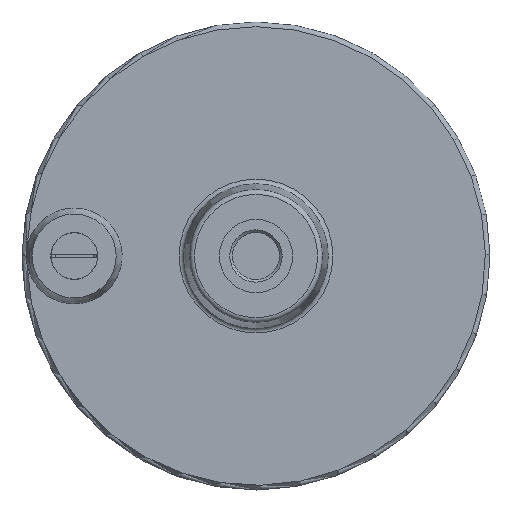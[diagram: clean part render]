
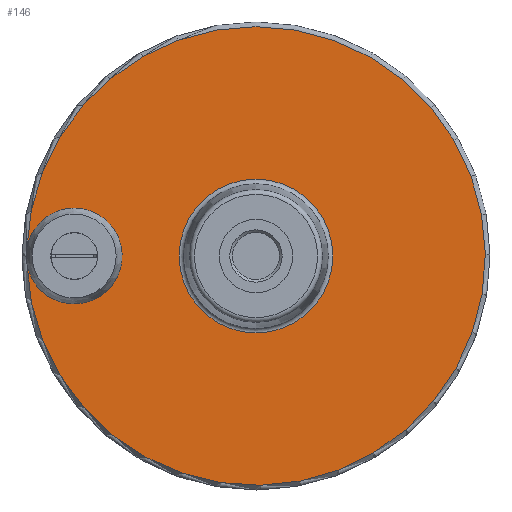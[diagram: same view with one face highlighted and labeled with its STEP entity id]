
A CAD part, front view. The second image highlights one B-rep face of the part: STEP entity #146.
In plain terms, the highlighted planar face has unit normal (0, -1, 0).
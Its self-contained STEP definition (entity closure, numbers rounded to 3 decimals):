
#146 = ADVANCED_FACE( '', ( #340, #341 ), #342, .F. );
#340 = FACE_OUTER_BOUND( '', #596, .T. );
#341 = FACE_BOUND( '', #597, .T. );
#342 = PLANE( '', #598 );
#596 = EDGE_LOOP( '', ( #963, #964 ) );
#597 = EDGE_LOOP( '', ( #965 ) );
#598 = AXIS2_PLACEMENT_3D( '', #966, #967, #968 );
#963 = ORIENTED_EDGE( '', *, *, #1423, .F. );
#964 = ORIENTED_EDGE( '', *, *, #1424, .F. );
#965 = ORIENTED_EDGE( '', *, *, #1425, .T. );
#966 = CARTESIAN_POINT( '', ( 35.776, -3.5, 0. ) );
#967 = DIRECTION( '', ( 0., 1., 0. ) );
#968 = DIRECTION( '', ( 0., 0., 1. ) );
#1423 = EDGE_CURVE( '', #1703, #1704, #1705, .T. );
#1424 = EDGE_CURVE( '', #1704, #1703, #1706, .F. );
#1425 = EDGE_CURVE( '', #1707, #1707, #1708, .T. );
#1703 = VERTEX_POINT( '', #2275 );
#1704 = VERTEX_POINT( '', #2276 );
#1705 = CIRCLE( '', #2277, 78.208 );
#1706 = CIRCLE( '', #2278, 16.338 );
#1707 = VERTEX_POINT( '', #2279 );
#1708 = CIRCLE( '', #2280, 26.224 );
#2275 = CARTESIAN_POINT( '', ( -16.173, -3.5, 2.316 ) );
#2276 = CARTESIAN_POINT( '', ( -16.173, -3.5, -2.316 ) );
#2277 = AXIS2_PLACEMENT_3D( '', #2736, #2737, #2738 );
#2278 = AXIS2_PLACEMENT_3D( '', #2739, #2740, #2741 );
#2279 = CARTESIAN_POINT( '', ( 62., -3.5, 26.224 ) );
#2280 = AXIS2_PLACEMENT_3D( '', #2742, #2743, #2744 );
#2736 = CARTESIAN_POINT( '', ( 62., -3.5, 0. ) );
#2737 = DIRECTION( '', ( 0., 1., 0. ) );
#2738 = DIRECTION( '', ( 0., 0., 1. ) );
#2739 = CARTESIAN_POINT( '', ( 0., -3.5, 0. ) );
#2740 = DIRECTION( '', ( 0., 1., 0. ) );
#2741 = DIRECTION( '', ( 0., 0., 1. ) );
#2742 = CARTESIAN_POINT( '', ( 62., -3.5, 0. ) );
#2743 = DIRECTION( '', ( 0., 1., 0. ) );
#2744 = DIRECTION( '', ( 0., 0., 1. ) );
